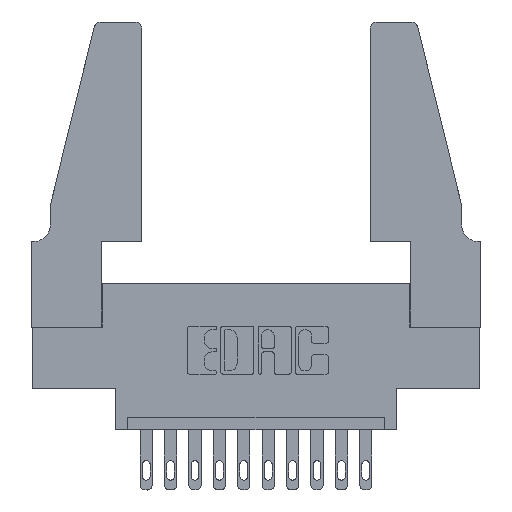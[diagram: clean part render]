
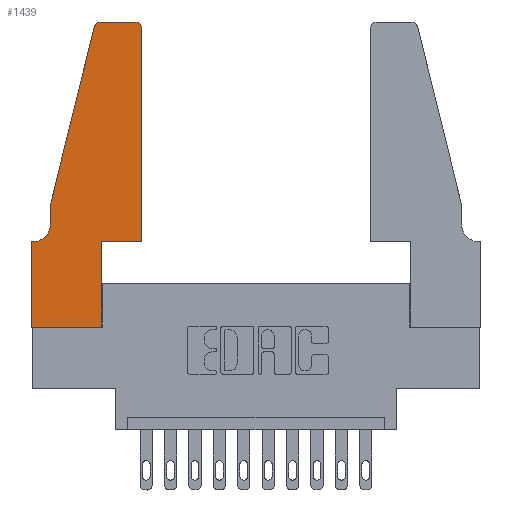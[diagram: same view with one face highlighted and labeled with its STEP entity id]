
A CAD part, top view. The second image highlights one B-rep face of the part: STEP entity #1439.
In plain terms, the highlighted planar face has unit normal (0, 0, 1).
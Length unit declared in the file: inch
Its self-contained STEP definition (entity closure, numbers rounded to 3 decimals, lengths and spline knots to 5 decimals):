
#413 = DIRECTION ( 'NONE',  ( 1., 0., 0. ) ) ;
#746 = VECTOR ( 'NONE', #3500, 39.37008 ) ;
#749 = CARTESIAN_POINT ( 'NONE',  ( 0., 0.35, 0.37 ) ) ;
#1423 = AXIS2_PLACEMENT_3D ( 'NONE', #749, #1756, #8233 ) ;
#1439 = ADVANCED_FACE ( 'NONE', ( #6038 ), #2902, .T. ) ;
#1707 = ORIENTED_EDGE ( 'NONE', *, *, #9788, .T. ) ;
#1756 = DIRECTION ( 'NONE',  ( 0., 0., 1. ) ) ;
#1820 = DIRECTION ( 'NONE',  ( 1., 0., 0. ) ) ;
#2001 = CARTESIAN_POINT ( 'NONE',  ( 0.2865, 0.35, 0.37 ) ) ;
#2162 = EDGE_CURVE ( 'NONE', #6487, #10652, #2463, .T. ) ;
#2212 = VERTEX_POINT ( 'NONE', #7958 ) ;
#2463 = LINE ( 'NONE', #13640, #746 ) ;
#2707 = CARTESIAN_POINT ( 'NONE',  ( 0.4205, 1.25, 0.37 ) ) ;
#2819 = VECTOR ( 'NONE', #12801, 39.37008 ) ;
#2863 = LINE ( 'NONE', #5481, #12667 ) ;
#2902 = PLANE ( 'NONE',  #1423 ) ;
#3020 = VERTEX_POINT ( 'NONE', #3355 ) ;
#3100 = AXIS2_PLACEMENT_3D ( 'NONE', #9077, #11532, #1820 ) ;
#3355 = CARTESIAN_POINT ( 'NONE',  ( 0.4505, 0.35, 0.37 ) ) ;
#3378 = VECTOR ( 'NONE', #12040, 39.37008 ) ;
#3382 = EDGE_CURVE ( 'NONE', #11997, #6487, #6880, .T. ) ;
#3500 = DIRECTION ( 'NONE',  ( -1., 0., 0. ) ) ;
#3564 = DIRECTION ( 'NONE',  ( 0., -1., 0. ) ) ;
#3897 = DIRECTION ( 'NONE',  ( 0., 0., 1. ) ) ;
#4344 = LINE ( 'NONE', #9515, #2819 ) ;
#4385 = DIRECTION ( 'NONE',  ( 0., 1., 0. ) ) ;
#4462 = CARTESIAN_POINT ( 'NONE',  ( 0.0755, 0.5, 0.37 ) ) ;
#4464 = VERTEX_POINT ( 'NONE', #2707 ) ;
#4527 = VECTOR ( 'NONE', #13258, 39.37008 ) ;
#4665 = ORIENTED_EDGE ( 'NONE', *, *, #6600, .T. ) ;
#4704 = LINE ( 'NONE', #8122, #10939 ) ;
#4884 = EDGE_CURVE ( 'NONE', #8230, #3020, #10187, .T. ) ;
#5343 = ORIENTED_EDGE ( 'NONE', *, *, #4884, .T. ) ;
#5413 = LINE ( 'NONE', #5566, #13189 ) ;
#5481 = CARTESIAN_POINT ( 'NONE',  ( 0.2605, 1.25, 0.37 ) ) ;
#5566 = CARTESIAN_POINT ( 'NONE',  ( 0., 0., 0.37 ) ) ;
#6038 = FACE_OUTER_BOUND ( 'NONE', #11514, .T. ) ;
#6224 = CARTESIAN_POINT ( 'NONE',  ( 0.2865, 0., 0.37 ) ) ;
#6355 = EDGE_CURVE ( 'NONE', #13265, #11997, #13717, .T. ) ;
#6487 = VERTEX_POINT ( 'NONE', #13965 ) ;
#6600 = EDGE_CURVE ( 'NONE', #7045, #4464, #10295, .T. ) ;
#6672 = EDGE_CURVE ( 'NONE', #4464, #2212, #2863, .T. ) ;
#6811 = CARTESIAN_POINT ( 'NONE',  ( 0., 0., 0.37 ) ) ;
#6880 = CIRCLE ( 'NONE', #13666, 0.07 ) ;
#6884 = CARTESIAN_POINT ( 'NONE',  ( 0., 0., 0.37 ) ) ;
#7045 = VERTEX_POINT ( 'NONE', #7830 ) ;
#7157 = VECTOR ( 'NONE', #11633, 39.37008 ) ;
#7261 = DIRECTION ( 'NONE',  ( 1., 0., 0. ) ) ;
#7378 = ORIENTED_EDGE ( 'NONE', *, *, #2162, .T. ) ;
#7616 = ORIENTED_EDGE ( 'NONE', *, *, #8392, .T. ) ;
#7723 = VECTOR ( 'NONE', #413, 39.37008 ) ;
#7739 = VERTEX_POINT ( 'NONE', #6224 ) ;
#7765 = CARTESIAN_POINT ( 'NONE',  ( 0.0755, 0.5, 0.37 ) ) ;
#7830 = CARTESIAN_POINT ( 'NONE',  ( 0.4505, 1.22, 0.37 ) ) ;
#7836 = EDGE_CURVE ( 'NONE', #7739, #8230, #4704, .T. ) ;
#7851 = CARTESIAN_POINT ( 'NONE',  ( 0.0055, 0.42, 0.37 ) ) ;
#7958 = CARTESIAN_POINT ( 'NONE',  ( 0.284, 1.25, 0.37 ) ) ;
#8122 = CARTESIAN_POINT ( 'NONE',  ( 0.2865, 0.35, 0.37 ) ) ;
#8230 = VERTEX_POINT ( 'NONE', #2001 ) ;
#8233 = DIRECTION ( 'NONE',  ( 1., 0., 0. ) ) ;
#8392 = EDGE_CURVE ( 'NONE', #3020, #7045, #4344, .T. ) ;
#8815 = ORIENTED_EDGE ( 'NONE', *, *, #6672, .T. ) ;
#9077 = CARTESIAN_POINT ( 'NONE',  ( 0.4205, 1.22, 0.37 ) ) ;
#9324 = CARTESIAN_POINT ( 'NONE',  ( 0., 0.35, 0.37 ) ) ;
#9356 = CARTESIAN_POINT ( 'NONE',  ( 0.284, 1.22, 0.37 ) ) ;
#9425 = CARTESIAN_POINT ( 'NONE',  ( 0.4505, 0.35, 0.37 ) ) ;
#9515 = CARTESIAN_POINT ( 'NONE',  ( 0.4505, 0.35, 0.37 ) ) ;
#9610 = ORIENTED_EDGE ( 'NONE', *, *, #7836, .T. ) ;
#9786 = DIRECTION ( 'NONE',  ( -1., 0., 0. ) ) ;
#9788 = EDGE_CURVE ( 'NONE', #10652, #11350, #5413, .T. ) ;
#9919 = AXIS2_PLACEMENT_3D ( 'NONE', #9356, #3897, #7261 ) ;
#10187 = LINE ( 'NONE', #9425, #7157 ) ;
#10240 = EDGE_CURVE ( 'NONE', #10460, #13265, #13867, .T. ) ;
#10295 = CIRCLE ( 'NONE', #3100, 0.03 ) ;
#10460 = VERTEX_POINT ( 'NONE', #13876 ) ;
#10652 = VERTEX_POINT ( 'NONE', #9324 ) ;
#10903 = EDGE_CURVE ( 'NONE', #11350, #7739, #11274, .T. ) ;
#10939 = VECTOR ( 'NONE', #4385, 39.37008 ) ;
#10949 = DIRECTION ( 'NONE',  ( -1., 0., 0. ) ) ;
#11083 = ORIENTED_EDGE ( 'NONE', *, *, #10240, .T. ) ;
#11274 = LINE ( 'NONE', #6884, #7723 ) ;
#11350 = VERTEX_POINT ( 'NONE', #6811 ) ;
#11388 = EDGE_CURVE ( 'NONE', #2212, #10460, #13300, .T. ) ;
#11496 = DIRECTION ( 'NONE',  ( 0., 0., -1. ) ) ;
#11514 = EDGE_LOOP ( 'NONE', ( #8815, #11796, #11083, #12019, #11781, #7378, #1707, #12823, #9610, #5343, #7616, #4665 ) ) ;
#11532 = DIRECTION ( 'NONE',  ( 0., 0., 1. ) ) ;
#11633 = DIRECTION ( 'NONE',  ( 1., 0., 0. ) ) ;
#11781 = ORIENTED_EDGE ( 'NONE', *, *, #3382, .T. ) ;
#11796 = ORIENTED_EDGE ( 'NONE', *, *, #11388, .T. ) ;
#11997 = VERTEX_POINT ( 'NONE', #13993 ) ;
#12019 = ORIENTED_EDGE ( 'NONE', *, *, #6355, .T. ) ;
#12040 = DIRECTION ( 'NONE',  ( 0., -1., 0. ) ) ;
#12667 = VECTOR ( 'NONE', #9786, 39.37008 ) ;
#12801 = DIRECTION ( 'NONE',  ( 0., 1., 0. ) ) ;
#12823 = ORIENTED_EDGE ( 'NONE', *, *, #10903, .T. ) ;
#13189 = VECTOR ( 'NONE', #3564, 39.37008 ) ;
#13258 = DIRECTION ( 'NONE',  ( -0.239, -0.971, 0. ) ) ;
#13265 = VERTEX_POINT ( 'NONE', #13680 ) ;
#13300 = CIRCLE ( 'NONE', #9919, 0.03 ) ;
#13640 = CARTESIAN_POINT ( 'NONE',  ( 0.0755, 0.35, 0.37 ) ) ;
#13666 = AXIS2_PLACEMENT_3D ( 'NONE', #7851, #11496, #10949 ) ;
#13680 = CARTESIAN_POINT ( 'NONE',  ( 0.0755, 0.5, 0.37 ) ) ;
#13717 = LINE ( 'NONE', #4462, #3378 ) ;
#13867 = LINE ( 'NONE', #7765, #4527 ) ;
#13876 = CARTESIAN_POINT ( 'NONE',  ( 0.25487, 1.22718, 0.37 ) ) ;
#13965 = CARTESIAN_POINT ( 'NONE',  ( 0.0055, 0.35, 0.37 ) ) ;
#13993 = CARTESIAN_POINT ( 'NONE',  ( 0.0755, 0.42, 0.37 ) ) ;
